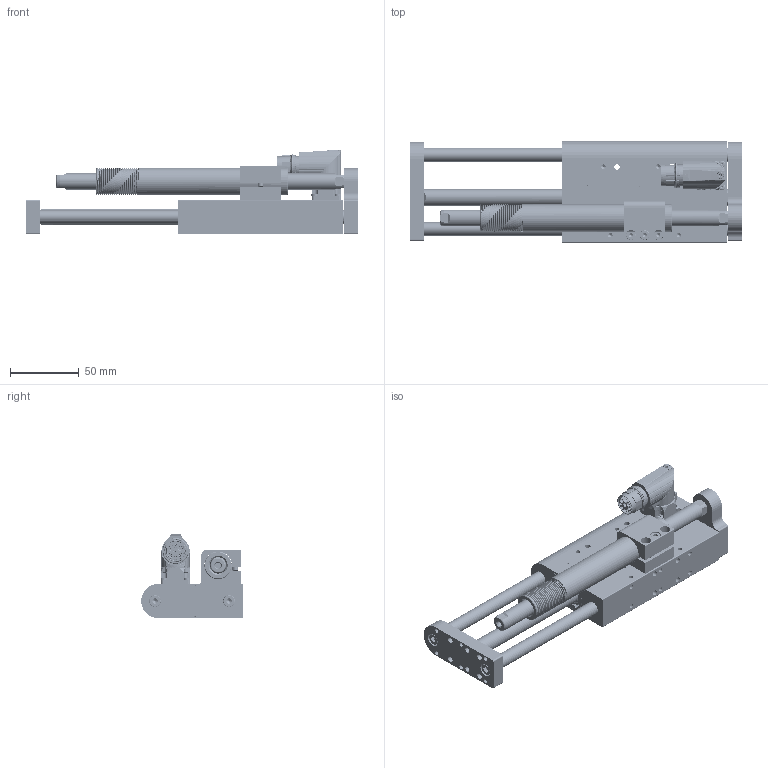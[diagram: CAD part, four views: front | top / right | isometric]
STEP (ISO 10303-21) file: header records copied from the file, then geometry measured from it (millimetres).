
FILE_DESCRIPTION (( 'STEP AP214' ), '1' );
FILE_NAME ('0186-1053_240306_DM01-23x80F-HP-R-100_MSxx.STEP', '2024-03-06T13:46:07', ( '' ), ( '' ), 'SwSTEP 2.0', 'SolidWorks 2023', '' );
FILE_SCHEMA (( 'AUTOMOTIVE_DESIGN' ));
Length unit declared in the file: millimetre
Products named in the file (27): ML01-12_ML01-12x210!160; MC01-Rw!m_fuss_Fuss; 0230-0663_Gew.-Stift_I-6kt_R-sch_M4x4_INOX; 0230-1088_Gew.-Stift_I-6kt_K-k_M2,5x3_INOX; 0180-0532_MA01-PR01-DH_MA01-PR01-DH-4.9; 0230-0042_zyl.-schr._i-6kt_M4x18_8.8_v-b; PL01-12-HP_PL01-12x230!190-HP; 0180-1581_DM01k-23-MagSpring; 0230-0691_Linearkugellager_LBBR_12-LS-LGFP; 0150-4086_PAW01-12-LF_PAW01-12; 0180-1530_DL01-10x...-2M5_DL01-10x226; 0230-0680_Zyl.-Schr_I-6kt_n-K_M5x14_8.8_v-b; 0186-1053_240306_DM01-23x80F-HP-R-100_MSxx; DM01h-23Sx80-HP-R; 0180-1841_DM01k-23-H; 0230-0034_zyl.-schr._i-6kt_M5x18_8.8_v-b; 0230-0035_zyl.-schr._i-6kt_M5x14_8.8_v-b; 0230-0332_Lins.-Schr_I-6rd_M2.5x6_INOX-Tuf; 0230-0040_Zyl.-Schr_I-6kt_M4x10_8.8_v-b; 0180-2699_DM01k-23-AGS; Stator_fix_DM01-23x80F-HP-R-100_MSxx; 0150-3128_MC01-Rw!m_GANZ; DSB01k-23x120; 0180-1488_MF01k-20-DM23; Läufer_beweglich_DM01-23x80F-HP-R-100_MSxx; MS01-20_MS01k-R20x140; 112739-7
Assembly tree (41 placements, depth 5):
  0186-1053_240306_DM01-23x80F-HP-R-100_MSxx
    Stator_fix_DM01-23x80F-HP-R-100_MSxx
      DM01h-23Sx80-HP-R
        DSB01k-23x120
        0150-3128_MC01-Rw!m_GANZ
          112739-7
          MC01-Rw!m_fuss_Fuss
        0230-0332_Lins.-Schr_I-6rd_M2.5x6_INOX-Tuf  x4
        0230-0691_Linearkugellager_LBBR_12-LS-LGFP  x4
        0180-2699_DM01k-23-AGS  x2
        0150-4086_PAW01-12-LF_PAW01-12  x2
        0230-0663_Gew.-Stift_I-6kt_R-sch_M4x4_INOX  x3
        0230-1088_Gew.-Stift_I-6kt_K-k_M2,5x3_INOX
      0180-1488_MF01k-20-DM23
      0230-0040_Zyl.-Schr_I-6kt_M4x10_8.8_v-b  x2
      0230-0042_zyl.-schr._i-6kt_M4x18_8.8_v-b
      MS01-20_MS01k-R20x140
    Läufer_beweglich_DM01-23x80F-HP-R-100_MSxx
      0180-1530_DL01-10x...-2M5_DL01-10x226  x2
      0180-0532_MA01-PR01-DH_MA01-PR01-DH-4.9
      ML01-12_ML01-12x210!160
      0230-0680_Zyl.-Schr_I-6kt_n-K_M5x14_8.8_v-b
      0230-0035_zyl.-schr._i-6kt_M5x14_8.8_v-b  x4
      0180-1581_DM01k-23-MagSpring
      0180-1841_DM01k-23-H
      PL01-12-HP_PL01-12x230!190-HP
      0230-0034_zyl.-schr._i-6kt_M5x18_8.8_v-b
Bounding box: 242 x 74 x 61.55 mm (x, y, z)
Volume: 331606.3 mm3; surface area: 154110 mm2
Topology: 46 solids, 46 shells, 3057 faces, 7406 edges, 4498 vertices
Faces by surface type: plane 1034, cylinder 839, cone 565, bspline 554, torus 64, sphere 1
Full cylindrical faces by diameter (mm): 0.6 x5, 1 x4, 1.1 x5, 2.05 x5, 2.1 x4, 2.5 x6, 2.501 x48, 2.7 x4, 3.2 x3, 3.3 x33, 4 x70, 4.2 x8, 4.3 x5, 4.5 x8, 4.8 x1, 5 x103, 5.3 x5, 6 x1, 6.8 x1, 7 x3, 7.3 x8, 7.5 x5, 8.5 x6, 10 x22, 11.5 x1, 12 x6, 12.5 x2, 13.4 x2, 14 x16, 14.2 x1
Entity records: 93763 total; most frequent: CARTESIAN_POINT 44108, ORIENTED_EDGE 9014, DIRECTION 8340, EDGE_CURVE 4507, AXIS2_PLACEMENT_3D 3365, VERTEX_POINT 3077, EDGE_LOOP 2876, FACE_OUTER_BOUND 2412
